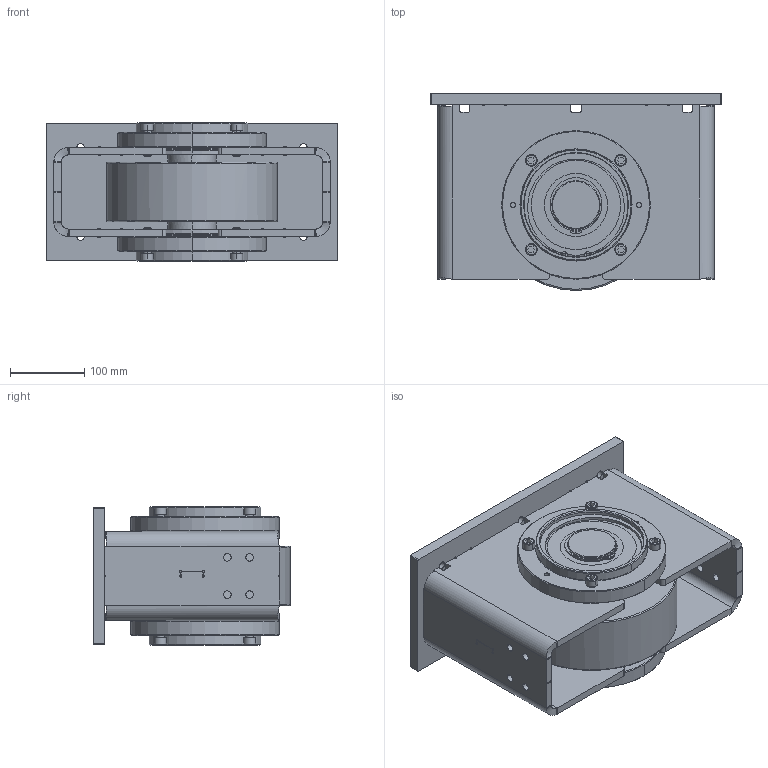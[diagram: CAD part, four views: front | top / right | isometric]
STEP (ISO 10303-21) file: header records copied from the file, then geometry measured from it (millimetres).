
FILE_DESCRIPTION(('STEP AP214'),'1');
FILE_NAME('rnl-40-230.stp','2022-09-13T15:30:13',('TraceParts'),('TraceParts S.A.'),'Spatial InterOp 3D',' ',' ');
FILE_SCHEMA(('AUTOMOTIVE_DESIGN { 1 0 10303 214 1 1 1 1 }'));
Length unit declared in the file: millimetre
Products named in the file (1): rnl-40-230_1
Bounding box: 392 x 265 x 186.3 mm (x, y, z)
Volume: 7902398.6 mm3; surface area: 933927.3 mm2
Topology: 5 solids, 5 shells, 866 faces, 2262 edges, 1446 vertices
Faces by surface type: cylinder 464, plane 266, torus 64, cone 52, bspline 20
Entity records: 34922 total; most frequent: CARTESIAN_POINT 5583, DIRECTION 5052, ORIENTED_EDGE 4524, EDGE_CURVE 2262, AXIS2_PLACEMENT_3D 1983, VERTEX_POINT 1446, CIRCLE 1132, LINE 1086
